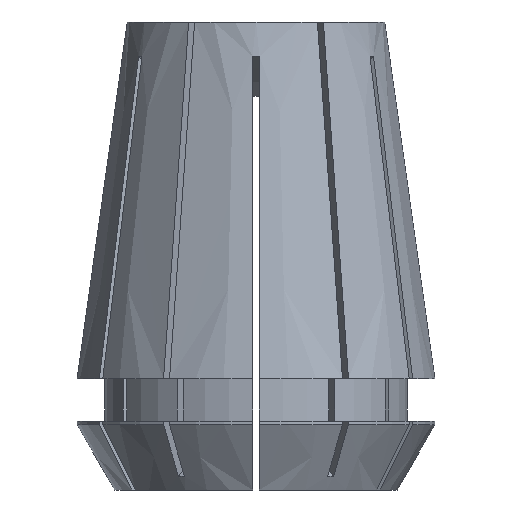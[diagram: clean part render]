
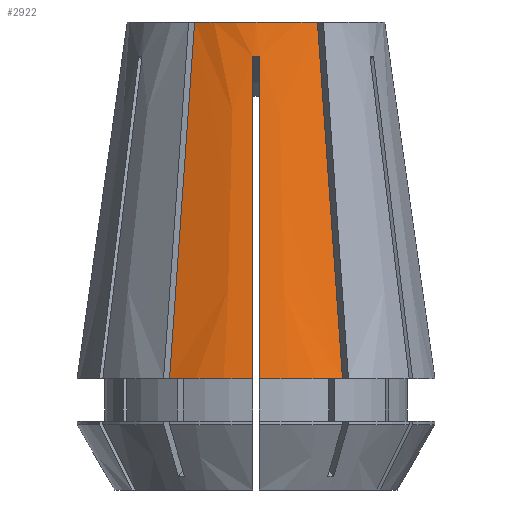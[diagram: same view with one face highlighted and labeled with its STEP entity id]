
A CAD part, front view. The second image highlights one B-rep face of the part: STEP entity #2922.
In plain terms, the highlighted conical face has half-angle 8 degrees and reference radius 13 mm.
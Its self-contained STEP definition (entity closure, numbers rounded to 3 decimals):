
#6 = EDGE_CURVE ( 'NONE', #1148, #3028, #4567, .T. ) ;
#38 = CARTESIAN_POINT ( 'NONE',  ( 0.25, -12.998, -25.9 ) ) ;
#52 = CARTESIAN_POINT ( 'NONE',  ( -0.25, -10.805, -10.301 ) ) ;
#53 = AXIS2_PLACEMENT_3D ( 'NONE', #261, #615, #2799 ) ;
#191 = DIRECTION ( 'NONE',  ( 1., 0., 0. ) ) ;
#261 = CARTESIAN_POINT ( 'NONE',  ( 0., 0., -25.9 ) ) ;
#431 = VERTEX_POINT ( 'NONE', #4169 ) ;
#450 = EDGE_LOOP ( 'NONE', ( #2370, #649, #2838, #2330, #2536, #2008, #821, #1223 ) ) ;
#608 = CARTESIAN_POINT ( 'NONE',  ( -0.25, -12.998, -25.9 ) ) ;
#615 = DIRECTION ( 'NONE',  ( 0., 0., 1. ) ) ;
#649 = ORIENTED_EDGE ( 'NONE', *, *, #861, .F. ) ;
#733 = CARTESIAN_POINT ( 'NONE',  ( 6.057, -10.991, -22.691 ) ) ;
#771 = CARTESIAN_POINT ( 'NONE',  ( 0.25, -10.805, -10.301 ) ) ;
#784 = CARTESIAN_POINT ( 'NONE',  ( 5.606, -10.21, -16.273 ) ) ;
#804 = EDGE_CURVE ( 'NONE', #1910, #3028, #1912, .T. ) ;
#820 = B_SPLINE_CURVE_WITH_KNOTS ( 'NONE', 3,
 ( #1504, #1878, #771, #3714 ),
 .UNSPECIFIED., .F., .F.,
 ( 4, 4 ),
 ( 0.018, 0.042 ),
 .UNSPECIFIED. ) ;
#821 = ORIENTED_EDGE ( 'NONE', *, *, #2345, .F. ) ;
#861 = EDGE_CURVE ( 'NONE', #431, #1910, #2248, .T. ) ;
#1145 = CARTESIAN_POINT ( 'NONE',  ( 5.831, -10.6, -19.482 ) ) ;
#1148 = VERTEX_POINT ( 'NONE', #38 ) ;
#1159 = CARTESIAN_POINT ( 'NONE',  ( 6.282, -11.382, -25.9 ) ) ;
#1223 = ORIENTED_EDGE ( 'NONE', *, *, #6, .T. ) ;
#1380 = CARTESIAN_POINT ( 'NONE',  ( 0.083, -9.713, -2.499 ) ) ;
#1504 = CARTESIAN_POINT ( 'NONE',  ( 0.25, -12.998, -25.9 ) ) ;
#1578 = EDGE_CURVE ( 'NONE', #2333, #3995, #3378, .T. ) ;
#1600 = CARTESIAN_POINT ( 'NONE',  ( -0.25, -9.709, -2.502 ) ) ;
#1611 = CARTESIAN_POINT ( 'NONE',  ( 0.25, -9.709, -2.502 ) ) ;
#1624 = CARTESIAN_POINT ( 'NONE',  ( 0., 0., -25.9 ) ) ;
#1654 = EDGE_CURVE ( 'NONE', #3995, #3280, #3747, .T. ) ;
#1735 = DIRECTION ( 'NONE',  ( 0., 0., 1. ) ) ;
#1754 = DIRECTION ( 'NONE',  ( 1., 0., 0. ) ) ;
#1763 = FACE_OUTER_BOUND ( 'NONE', #450, .T. ) ;
#1836 = CARTESIAN_POINT ( 'NONE',  ( -5.831, -10.6, -19.482 ) ) ;
#1878 = CARTESIAN_POINT ( 'NONE',  ( 0.25, -11.902, -18.101 ) ) ;
#1910 = VERTEX_POINT ( 'NONE', #2511 ) ;
#1912 = B_SPLINE_CURVE_WITH_KNOTS ( 'NONE', 3,
 ( #3335, #4061, #2942, #784, #1145, #733, #1159 ),
 .UNSPECIFIED., .F., .F.,
 ( 4, 3, 4 ),
 ( 0., 0.016, 0.026 ),
 .UNSPECIFIED. ) ;
#2008 = ORIENTED_EDGE ( 'NONE', *, *, #1654, .T. ) ;
#2248 = CIRCLE ( 'NONE', #3493, 9.36 ) ;
#2263 = CARTESIAN_POINT ( 'NONE',  ( -5.606, -10.21, -16.273 ) ) ;
#2329 = B_SPLINE_CURVE_WITH_KNOTS ( 'NONE', 3,
 ( #4458, #4027, #3690, #2263, #1836, #4409, #4044 ),
 .UNSPECIFIED., .F., .F.,
 ( 4, 3, 4 ),
 ( 0., 0.016, 0.026 ),
 .UNSPECIFIED. ) ;
#2330 = ORIENTED_EDGE ( 'NONE', *, *, #3518, .T. ) ;
#2333 = VERTEX_POINT ( 'NONE', #608 ) ;
#2345 = EDGE_CURVE ( 'NONE', #1148, #3280, #820, .T. ) ;
#2370 = ORIENTED_EDGE ( 'NONE', *, *, #804, .F. ) ;
#2389 = AXIS2_PLACEMENT_3D ( 'NONE', #1624, #3066, #4570 ) ;
#2464 = CARTESIAN_POINT ( 'NONE',  ( 6.282, -11.382, -25.9 ) ) ;
#2511 = CARTESIAN_POINT ( 'NONE',  ( 4.462, -8.228, 0. ) ) ;
#2536 = ORIENTED_EDGE ( 'NONE', *, *, #1578, .T. ) ;
#2723 = CONICAL_SURFACE ( 'NONE', #2389, 13., 0.14 ) ;
#2799 = DIRECTION ( 'NONE',  ( 1., 0., 0. ) ) ;
#2813 = CARTESIAN_POINT ( 'NONE',  ( 0., 0., -25.9 ) ) ;
#2838 = ORIENTED_EDGE ( 'NONE', *, *, #3233, .T. ) ;
#2856 = CARTESIAN_POINT ( 'NONE',  ( -0.083, -9.713, -2.499 ) ) ;
#2922 = ADVANCED_FACE ( 'NONE', ( #1763 ), #2723, .T. ) ;
#2942 = CARTESIAN_POINT ( 'NONE',  ( 5.225, -9.549, -10.849 ) ) ;
#3025 = CARTESIAN_POINT ( 'NONE',  ( -0.25, -12.998, -25.9 ) ) ;
#3028 = VERTEX_POINT ( 'NONE', #2464 ) ;
#3066 = DIRECTION ( 'NONE',  ( 0., 0., -1. ) ) ;
#3233 = EDGE_CURVE ( 'NONE', #431, #3358, #2329, .T. ) ;
#3280 = VERTEX_POINT ( 'NONE', #1611 ) ;
#3319 = CARTESIAN_POINT ( 'NONE',  ( -0.25, -11.902, -18.101 ) ) ;
#3335 = CARTESIAN_POINT ( 'NONE',  ( 4.462, -8.228, 0. ) ) ;
#3358 = VERTEX_POINT ( 'NONE', #4503 ) ;
#3375 = AXIS2_PLACEMENT_3D ( 'NONE', #2813, #1735, #1754 ) ;
#3378 = B_SPLINE_CURVE_WITH_KNOTS ( 'NONE', 3,
 ( #3025, #3319, #52, #3672 ),
 .UNSPECIFIED., .F., .F.,
 ( 4, 4 ),
 ( 0.018, 0.042 ),
 .UNSPECIFIED. ) ;
#3434 = CARTESIAN_POINT ( 'NONE',  ( -0.25, -9.709, -2.502 ) ) ;
#3493 = AXIS2_PLACEMENT_3D ( 'NONE', #3550, #4263, #191 ) ;
#3518 = EDGE_CURVE ( 'NONE', #3358, #2333, #3987, .T. ) ;
#3550 = CARTESIAN_POINT ( 'NONE',  ( 0., 0., 0. ) ) ;
#3672 = CARTESIAN_POINT ( 'NONE',  ( -0.25, -9.709, -2.502 ) ) ;
#3690 = CARTESIAN_POINT ( 'NONE',  ( -5.225, -9.549, -10.849 ) ) ;
#3714 = CARTESIAN_POINT ( 'NONE',  ( 0.25, -9.709, -2.502 ) ) ;
#3747 = B_SPLINE_CURVE_WITH_KNOTS ( 'NONE', 3,
 ( #1600, #2856, #1380, #4684 ),
 .UNSPECIFIED., .F., .F.,
 ( 4, 4 ),
 ( 0., 0.001 ),
 .UNSPECIFIED. ) ;
#3987 = CIRCLE ( 'NONE', #53, 13. ) ;
#3995 = VERTEX_POINT ( 'NONE', #3434 ) ;
#4027 = CARTESIAN_POINT ( 'NONE',  ( -4.843, -8.889, -5.424 ) ) ;
#4044 = CARTESIAN_POINT ( 'NONE',  ( -6.282, -11.382, -25.9 ) ) ;
#4061 = CARTESIAN_POINT ( 'NONE',  ( 4.843, -8.889, -5.424 ) ) ;
#4169 = CARTESIAN_POINT ( 'NONE',  ( -4.462, -8.228, 0. ) ) ;
#4263 = DIRECTION ( 'NONE',  ( 0., 0., 1. ) ) ;
#4409 = CARTESIAN_POINT ( 'NONE',  ( -6.057, -10.991, -22.691 ) ) ;
#4458 = CARTESIAN_POINT ( 'NONE',  ( -4.462, -8.228, 0. ) ) ;
#4503 = CARTESIAN_POINT ( 'NONE',  ( -6.282, -11.382, -25.9 ) ) ;
#4567 = CIRCLE ( 'NONE', #3375, 13. ) ;
#4570 = DIRECTION ( 'NONE',  ( -1., 0., 0. ) ) ;
#4684 = CARTESIAN_POINT ( 'NONE',  ( 0.25, -9.709, -2.502 ) ) ;
